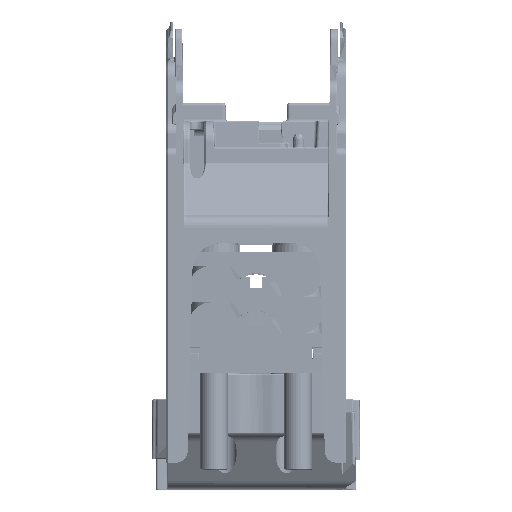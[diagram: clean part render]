
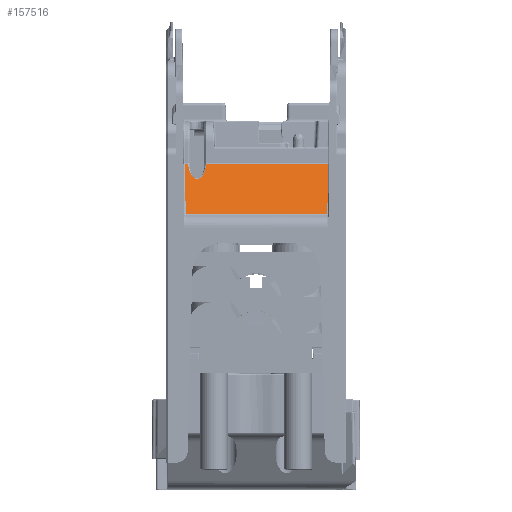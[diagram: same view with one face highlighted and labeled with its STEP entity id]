
A CAD part, top view. The second image highlights one B-rep face of the part: STEP entity #157516.
In plain terms, the highlighted face is planar.
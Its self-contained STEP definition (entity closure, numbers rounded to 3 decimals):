
#104003=DIRECTION('',(0.006,0.906,0.423));
#104004=VECTOR('',#104003,0.109);
#104005=CARTESIAN_POINT('',(16.489,-7.091,
-19.931));
#104006=LINE('',#104005,#104004);
#104025=CARTESIAN_POINT('',(13.327,-7.362,
-20.057));
#104026=CARTESIAN_POINT('',(13.374,-7.595,
-20.166));
#104027=CARTESIAN_POINT('',(13.466,-8.001,
-20.356));
#104028=CARTESIAN_POINT('',(13.615,-8.43,
-20.555));
#104029=CARTESIAN_POINT('',(13.719,-8.683,
-20.673));
#104030=CARTESIAN_POINT('',(13.927,-9.049,
-20.844));
#104031=CARTESIAN_POINT('',(14.118,-9.294,
-20.959));
#104032=CARTESIAN_POINT('',(14.398,-9.505,
-21.057));
#104033=CARTESIAN_POINT('',(14.657,-9.612,
-21.107));
#104034=CARTESIAN_POINT('',(14.959,-9.634,
-21.117));
#104035=CARTESIAN_POINT('',(15.254,-9.578,
-21.091));
#104036=CARTESIAN_POINT('',(15.569,-9.385,
-21.001));
#104037=CARTESIAN_POINT('',(15.799,-9.143,
-20.888));
#104038=CARTESIAN_POINT('',(16.031,-8.758,
-20.709));
#104039=CARTESIAN_POINT('',(16.148,-8.493,
-20.585));
#104040=CARTESIAN_POINT('',(16.308,-8.052,
-20.379));
#104041=CARTESIAN_POINT('',(16.409,-7.614,
-20.175));
#104042=CARTESIAN_POINT('',(16.461,-7.362,
-20.058));
#104047=CARTESIAN_POINT('',(16.461,-7.362,
-20.058));
#110512=DIRECTION('',(1.,0.001,0.));
#110513=VECTOR('',#110512,0.538);
#110514=CARTESIAN_POINT('',(16.49,-6.993,
-19.885));
#110515=LINE('',#110514,#110513);
#110535=CARTESIAN_POINT('',(16.489,-7.091,
-19.931));
#110536=CARTESIAN_POINT('',(16.489,-7.122,
-19.945));
#110537=CARTESIAN_POINT('',(16.486,-7.178,
-19.972));
#110538=CARTESIAN_POINT('',(16.479,-7.251,
-20.006));
#110539=CARTESIAN_POINT('',(16.47,-7.312,
-20.034));
#110540=CARTESIAN_POINT('',(16.464,-7.346,
-20.05));
#110541=CARTESIAN_POINT('',(16.461,-7.362,
-20.058));
#110546=CARTESIAN_POINT('',(13.327,-7.362,
-20.057));
#110547=CARTESIAN_POINT('',(13.324,-7.346,
-20.05));
#110548=CARTESIAN_POINT('',(13.317,-7.312,
-20.034));
#110549=CARTESIAN_POINT('',(13.309,-7.251,
-20.006));
#110550=CARTESIAN_POINT('',(13.302,-7.178,
-19.972));
#110551=CARTESIAN_POINT('',(13.299,-7.121,
-19.945));
#110552=CARTESIAN_POINT('',(13.299,-7.091,
-19.931));
#110557=DIRECTION('',(0.008,-0.906,-0.423));
#110558=VECTOR('',#110557,9.851);
#110559=CARTESIAN_POINT('',(-8.34,-6.992,
-19.885));
#110560=LINE('',#110559,#110558);
#110564=DIRECTION('',(0.008,0.906,0.423));
#110565=VECTOR('',#110564,9.851);
#110566=CARTESIAN_POINT('',(16.95,-15.92,
-24.048));
#110567=LINE('',#110566,#110565);
#110579=CARTESIAN_POINT('',(13.327,-7.362,
-20.057));
#110588=DIRECTION('',(0.005,-0.906,-0.423));
#110589=VECTOR('',#110588,0.109);
#110590=CARTESIAN_POINT('',(13.298,-6.992,
-19.885));
#110591=LINE('',#110590,#110589);
#110634=CARTESIAN_POINT('',(13.298,-6.992,
-19.885));
#110660=DIRECTION('',(1.,0.,0.));
#110661=VECTOR('',#110660,21.638);
#110662=CARTESIAN_POINT('',(-8.34,-6.992,
-19.885));
#110663=LINE('',#110662,#110661);
#111503=DIRECTION('',(-1.,0.,0.));
#111504=VECTOR('',#111503,25.212);
#111505=CARTESIAN_POINT('',(16.95,-15.92,
-24.048));
#111506=LINE('',#111505,#111504);
#140080=VERTEX_POINT('',#110634);
#140114=CARTESIAN_POINT('',(16.49,-6.993,
-19.885));
#140116=VERTEX_POINT('',#140114);
#140117=CARTESIAN_POINT('',(16.489,-7.091,
-19.931));
#140119=VERTEX_POINT('',#140117);
#140121=VERTEX_POINT('',#104047);
#140126=VERTEX_POINT('',#110579);
#141162=CARTESIAN_POINT('',(17.028,-6.992,
-19.885));
#141163=VERTEX_POINT('',#141162);
#141164=VERTEX_POINT('',#110552);
#141165=CARTESIAN_POINT('',(-8.34,-6.992,
-19.885));
#141166=VERTEX_POINT('',#141165);
#141167=CARTESIAN_POINT('',(-8.262,-15.92,
-24.048));
#141168=VERTEX_POINT('',#141167);
#141169=CARTESIAN_POINT('',(16.95,-15.92,
-24.048));
#141170=VERTEX_POINT('',#141169);
#157493=CARTESIAN_POINT('',(-11.456,-16.1,
-24.132));
#157494=DIRECTION('',(0.,0.423,-0.906));
#157495=DIRECTION('',(0.,0.906,0.423));
#157496=AXIS2_PLACEMENT_3D('',#157493,#157494,#157495);
#157497=PLANE('',#157496);
#157498=ORIENTED_EDGE('',*,*,#157485,.F.);
#157499=ORIENTED_EDGE('',*,*,#151859,.F.);
#157500=ORIENTED_EDGE('',*,*,#151905,.T.);
#157501=ORIENTED_EDGE('',*,*,#152067,.F.);
#157503=ORIENTED_EDGE('',*,*,#157502,.T.);
#157505=ORIENTED_EDGE('',*,*,#157504,.F.);
#157507=ORIENTED_EDGE('',*,*,#157506,.F.);
#157509=ORIENTED_EDGE('',*,*,#157508,.T.);
#157511=ORIENTED_EDGE('',*,*,#157510,.F.);
#157513=ORIENTED_EDGE('',*,*,#157512,.T.);
#157514=EDGE_LOOP('',(#157498,#157499,#157500,#157501,#157503,#157505,#157507,
#157509,#157511,#157513));
#157515=FACE_OUTER_BOUND('',#157514,.F.);
#104043=B_SPLINE_CURVE_WITH_KNOTS('',3,(#104025,#104026,#104027,#104028,#104029,
#104030,#104031,#104032,#104033,#104034,#104035,#104036,#104037,#104038,#104039,
#104040,#104041,#104042),.UNSPECIFIED.,.F.,.F.,(4,1,1,1,1,1,1,1,1,1,1,1,1,1,1,
4),(0.,0.067,0.133,0.2,0.267,
0.333,0.4,0.467,0.533,0.6,
0.667,0.733,0.8,0.867,0.933,
1.),.UNSPECIFIED.);
#110542=B_SPLINE_CURVE_WITH_KNOTS('',3,(#110535,#110536,#110537,#110538,#110539,
#110540,#110541),.UNSPECIFIED.,.F.,.F.,(4,1,1,1,4),(0.,0.25,
0.5,0.75,1.),.UNSPECIFIED.);
#110553=B_SPLINE_CURVE_WITH_KNOTS('',3,(#110546,#110547,#110548,#110549,#110550,
#110551,#110552),.UNSPECIFIED.,.F.,.F.,(4,1,1,1,4),(0.,0.25,
0.5,0.75,1.),.UNSPECIFIED.);
#151859=EDGE_CURVE('',#140119,#140116,#104006,.T.);
#151905=EDGE_CURVE('',#140119,#140121,#110542,.T.);
#152067=EDGE_CURVE('',#140126,#140121,#104043,.T.);
#157485=EDGE_CURVE('',#140116,#141163,#110515,.T.);
#157502=EDGE_CURVE('',#140126,#141164,#110553,.T.);
#157504=EDGE_CURVE('',#140080,#141164,#110591,.T.);
#157506=EDGE_CURVE('',#141166,#140080,#110663,.T.);
#157508=EDGE_CURVE('',#141166,#141168,#110560,.T.);
#157510=EDGE_CURVE('',#141170,#141168,#111506,.T.);
#157512=EDGE_CURVE('',#141170,#141163,#110567,.T.);
#157516=ADVANCED_FACE('',(#157515),#157497,.T.);
